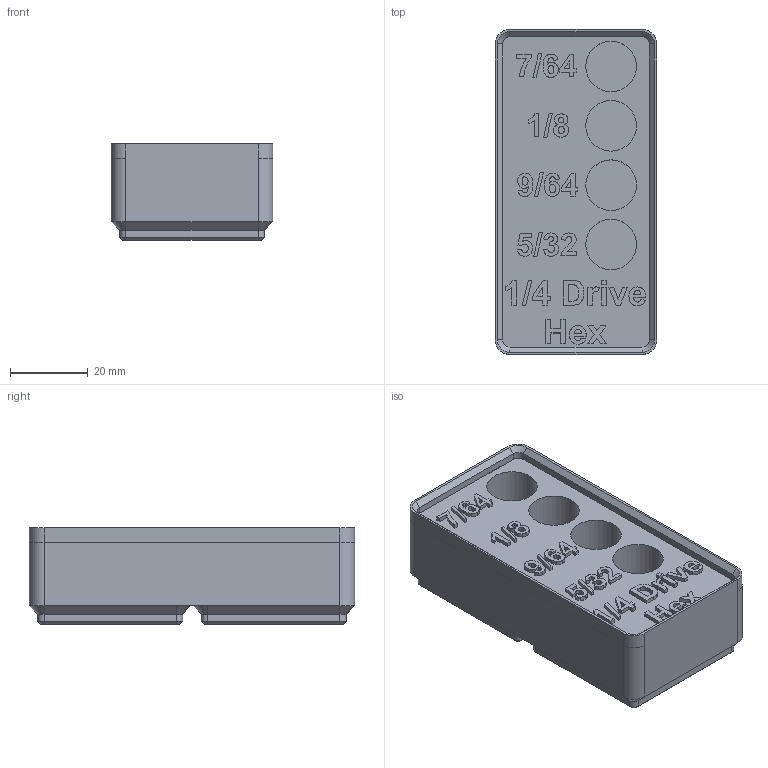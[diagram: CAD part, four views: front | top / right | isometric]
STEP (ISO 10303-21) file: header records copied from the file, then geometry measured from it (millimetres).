
FILE_DESCRIPTION(/* description */ (''),/* implementation_level */ '2;1');
FILE_NAME(/* name */ 'Quarter Inch Drive Hex Holder Gridfinity.step',/* time_stamp */ '2023-10-14T08:06:26-07:00',/* author */ (''),/* organization */ (''),/* preprocessor_version */ 'ST-DEVELOPER v20',/* originating_system */ 'Autodesk Translation Framework v12.14.0.127',/* authorisation */ '');
FILE_SCHEMA (('AUTOMOTIVE_DESIGN { 1 0 10303 214 3 1 1 }'));
Length unit declared in the file: inch
Products named in the file (2): Quarter Inch Drive Hex Holder Gridfinity; Gridfinity bin 2x1x3
Assembly tree (1 placements, depth 2):
  Quarter Inch Drive Hex Holder Gridfinity
    Gridfinity bin 2x1x3
Bounding box: 41.5 x 83.5 x 24.8 mm (x, y, z)
Volume: 63894.5 mm3; surface area: 16586.2 mm2
Topology: 1 solids, 1 shells, 514 faces, 1343 edges, 874 vertices
Faces by surface type: plane 241, bspline 225, cylinder 24, cone 24
Full cylindrical faces by diameter (mm): 13 x4
Entity records: 17752 total; most frequent: CARTESIAN_POINT 6599, ORIENTED_EDGE 2686, DIRECTION 1533, EDGE_CURVE 1343, VERTEX_POINT 874, LINE 829, VECTOR 829, EDGE_LOOP 557
